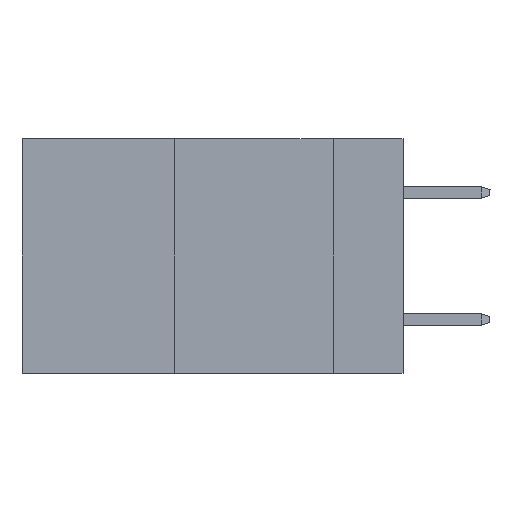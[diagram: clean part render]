
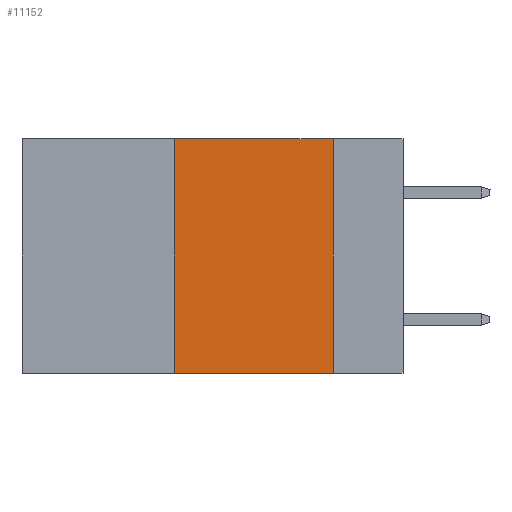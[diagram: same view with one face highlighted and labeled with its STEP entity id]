
A CAD part, left-side view. The second image highlights one B-rep face of the part: STEP entity #11152.
In plain terms, the highlighted planar face has unit normal (-1, 0, 0).
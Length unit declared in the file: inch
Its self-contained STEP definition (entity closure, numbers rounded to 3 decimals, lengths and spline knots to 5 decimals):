
#3022 = VECTOR ( 'NONE', #9343, 39.37008 ) ;
#3448 = CARTESIAN_POINT ( 'NONE',  ( 0., 0.6, 0. ) ) ;
#3762 = CARTESIAN_POINT ( 'NONE',  ( 0., 0.6, -0.37 ) ) ;
#4749 = VERTEX_POINT ( 'NONE', #17474 ) ;
#4860 = EDGE_CURVE ( 'NONE', #19404, #41167, #41258, .T. ) ;
#6130 = EDGE_CURVE ( 'NONE', #41167, #20662, #35214, .T. ) ;
#6857 = ORIENTED_EDGE ( 'NONE', *, *, #4860, .F. ) ;
#8546 = VECTOR ( 'NONE', #21450, 39.37008 ) ;
#9343 = DIRECTION ( 'NONE',  ( 0., -1., 0. ) ) ;
#11152 = ADVANCED_FACE ( 'NONE', ( #12453 ), #25491, .F. ) ;
#12453 = FACE_OUTER_BOUND ( 'NONE', #18403, .T. ) ;
#13807 = DIRECTION ( 'NONE',  ( 0., -1., 0. ) ) ;
#15118 = CARTESIAN_POINT ( 'NONE',  ( 0., 0.36, 0. ) ) ;
#16454 = EDGE_CURVE ( 'NONE', #20662, #4749, #18847, .T. ) ;
#17284 = ORIENTED_EDGE ( 'NONE', *, *, #16454, .F. ) ;
#17474 = CARTESIAN_POINT ( 'NONE',  ( 0., 0.11, -0.37 ) ) ;
#18403 = EDGE_LOOP ( 'NONE', ( #17284, #27528, #6857, #18967 ) ) ;
#18847 = LINE ( 'NONE', #24449, #8546 ) ;
#18967 = ORIENTED_EDGE ( 'NONE', *, *, #42030, .T. ) ;
#19404 = VERTEX_POINT ( 'NONE', #37793 ) ;
#19904 = DIRECTION ( 'NONE',  ( 1., 0., 0. ) ) ;
#20662 = VERTEX_POINT ( 'NONE', #27751 ) ;
#21450 = DIRECTION ( 'NONE',  ( 0., 0., -1. ) ) ;
#23134 = CARTESIAN_POINT ( 'NONE',  ( 0., 0.36, 0. ) ) ;
#24449 = CARTESIAN_POINT ( 'NONE',  ( 0., 0.11, 0. ) ) ;
#25491 = PLANE ( 'NONE',  #30670 ) ;
#27528 = ORIENTED_EDGE ( 'NONE', *, *, #6130, .F. ) ;
#27751 = CARTESIAN_POINT ( 'NONE',  ( 0., 0.11, 0. ) ) ;
#28197 = DIRECTION ( 'NONE',  ( 0., 0., 1. ) ) ;
#28379 = CARTESIAN_POINT ( 'NONE',  ( 0., 0.6, 0. ) ) ;
#30670 = AXIS2_PLACEMENT_3D ( 'NONE', #3448, #19904, #39616 ) ;
#33662 = VECTOR ( 'NONE', #28197, 39.37008 ) ;
#33703 = LINE ( 'NONE', #3762, #38852 ) ;
#35214 = LINE ( 'NONE', #28379, #3022 ) ;
#37793 = CARTESIAN_POINT ( 'NONE',  ( 0., 0.36, -0.37 ) ) ;
#38852 = VECTOR ( 'NONE', #13807, 39.37008 ) ;
#39616 = DIRECTION ( 'NONE',  ( 0., 0., -1. ) ) ;
#41167 = VERTEX_POINT ( 'NONE', #23134 ) ;
#41258 = LINE ( 'NONE', #15118, #33662 ) ;
#42030 = EDGE_CURVE ( 'NONE', #19404, #4749, #33703, .T. ) ;
